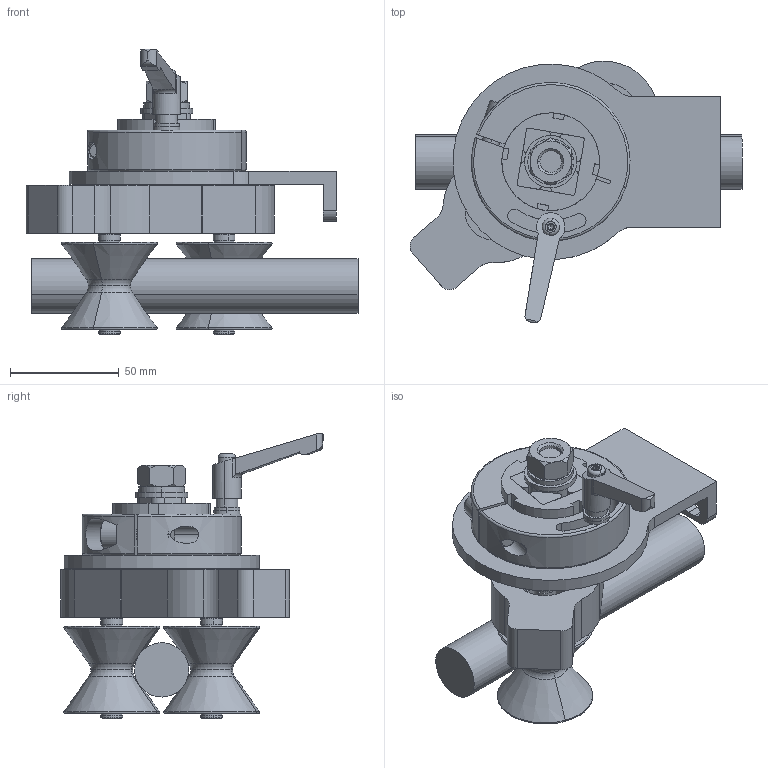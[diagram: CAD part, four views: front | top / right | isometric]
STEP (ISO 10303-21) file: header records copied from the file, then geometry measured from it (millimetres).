
FILE_DESCRIPTION (( 'STEP AP203' ), '1' );
FILE_NAME ('3-300450-01_14921A.STEP', '2024-12-18T14:08:17', ( '' ), ( '' ), 'SwSTEP 2.0', 'SolidWorks 2024', '' );
FILE_SCHEMA (( 'CONFIG_CONTROL_DESIGN' ));
Length unit declared in the file: millimetre
Products named in the file (15): 3-300450-01_14921A; product various 10-40_25; DIN127 M6; GN 300.2-45-M6-25-SW; DIN125d6x1.6; DIN127 M12; 14920P2A; DIN934M12_[40]   ?'''' -16; 14921P1A; DK-S 18x30 CUT; 14921P15A; 14921P14A; 1-400622-00_14919_13917; DIN125d12x2.5; DIN7984M12x20 - _(1928)_M12 x 60
Assembly tree (16 placements, depth 2):
  3-300450-01_14921A
    14921P1A
    1-400622-00_14919_13917  x2
    14920P2A  x2
    14921P14A
    product various 10-40_25
    DK-S 18x30 CUT
    GN 300.2-45-M6-25-SW
    DIN125d12x2.5
    DIN127 M12
    DIN934M12_[40]   ?'''' -16
    DIN7984M12x20 - _(1928)_M12 x 60
    14921P15A
    DIN125d6x1.6
    DIN127 M6
Bounding box: 152.74 x 120.55 x 131.4 mm (x, y, z)
Volume: 390173.5 mm3; surface area: 120532.6 mm2
Topology: 22 solids, 22 shells, 1582 faces, 4069 edges, 2686 vertices
Faces by surface type: plane 736, bspline 571, cylinder 185, cone 54, torus 36
Entity records: 80243 total; most frequent: CARTESIAN_POINT 44849, ORIENTED_EDGE 7930, DIRECTION 5049, EDGE_CURVE 3965, VERTEX_POINT 2624, LINE 2357, VECTOR 2357, EDGE_LOOP 1717
